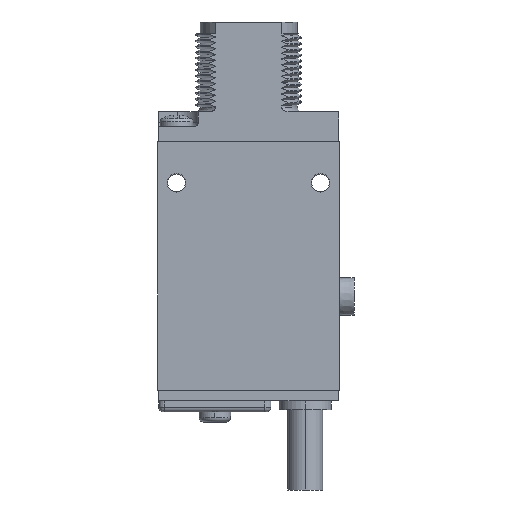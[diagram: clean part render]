
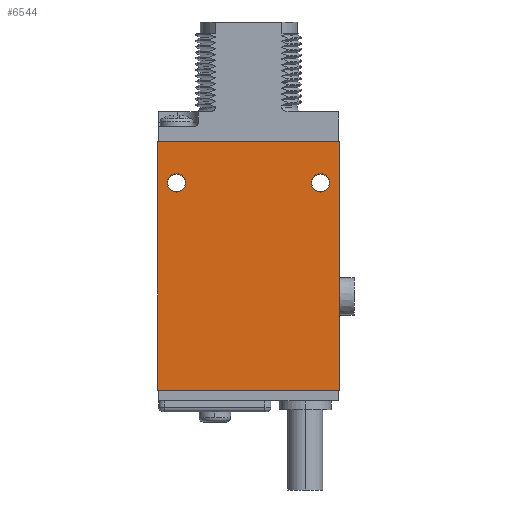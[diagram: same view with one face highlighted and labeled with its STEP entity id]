
A CAD part, left-side view. The second image highlights one B-rep face of the part: STEP entity #6544.
In plain terms, the highlighted planar face has unit normal (-1, 0, 0).
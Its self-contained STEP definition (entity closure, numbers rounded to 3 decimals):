
#1=DIRECTION('',(0.,-1.,0.));
#2=VECTOR('',#1,0.076);
#3=CARTESIAN_POINT('',(-6.02,-15.291,0.));
#4=LINE('',#3,#2);
#5=DIRECTION('',(0.,0.,-1.));
#6=VECTOR('',#5,42.164);
#7=CARTESIAN_POINT('',(-6.02,-15.367,0.));
#8=LINE('',#7,#6);
#9=DIRECTION('',(0.,1.,0.));
#10=VECTOR('',#9,30.785);
#11=CARTESIAN_POINT('',(-6.02,-15.367,-42.164));
#12=LINE('',#11,#10);
#13=DIRECTION('',(0.,0.,1.));
#14=VECTOR('',#13,42.164);
#15=CARTESIAN_POINT('',(-6.02,15.418,-42.164));
#16=LINE('',#15,#14);
#17=DIRECTION('',(0.,-1.,0.));
#18=VECTOR('',#17,0.127);
#19=CARTESIAN_POINT('',(-6.02,15.418,0.));
#20=LINE('',#19,#18);
#21=DIRECTION('',(0.,1.,0.));
#22=VECTOR('',#21,30.582);
#23=CARTESIAN_POINT('',(-6.02,-15.291,0.));
#24=LINE('',#23,#22);
#25=CARTESIAN_POINT('',(-6.02,12.243,-6.985));
#26=DIRECTION('',(1.,0.,0.));
#27=DIRECTION('',(0.,0.,-1.));
#28=AXIS2_PLACEMENT_3D('',#25,#26,#27);
#30=CARTESIAN_POINT('',(-6.02,12.243,-6.985));
#31=DIRECTION('',(1.,0.,0.));
#32=DIRECTION('',(0.,0.,1.));
#33=AXIS2_PLACEMENT_3D('',#30,#31,#32);
#35=CARTESIAN_POINT('',(-6.02,-12.192,-6.985));
#36=DIRECTION('',(1.,0.,0.));
#37=DIRECTION('',(0.,0.,-1.));
#38=AXIS2_PLACEMENT_3D('',#35,#36,#37);
#40=CARTESIAN_POINT('',(-6.02,-12.192,-6.985));
#41=DIRECTION('',(1.,0.,0.));
#42=DIRECTION('',(0.,0.,1.));
#43=AXIS2_PLACEMENT_3D('',#40,#41,#42);
#5773=CARTESIAN_POINT('',(-6.02,-15.367,0.));
#5774=CARTESIAN_POINT('',(-6.02,-15.367,-42.164));
#5775=VERTEX_POINT('',#5773);
#5776=VERTEX_POINT('',#5774);
#5777=CARTESIAN_POINT('',(-6.02,15.418,-42.164));
#5778=VERTEX_POINT('',#5777);
#5779=CARTESIAN_POINT('',(-6.02,15.418,0.));
#5780=VERTEX_POINT('',#5779);
#5789=CARTESIAN_POINT('',(-6.02,12.243,-8.535));
#5790=CARTESIAN_POINT('',(-6.02,12.243,-5.435));
#5791=VERTEX_POINT('',#5789);
#5792=VERTEX_POINT('',#5790);
#5793=CARTESIAN_POINT('',(-6.02,-12.192,-8.535));
#5794=CARTESIAN_POINT('',(-6.02,-12.192,-5.435));
#5795=VERTEX_POINT('',#5793);
#5796=VERTEX_POINT('',#5794);
#6201=CARTESIAN_POINT('',(-6.02,-15.291,0.));
#6202=CARTESIAN_POINT('',(-6.02,15.291,0.));
#6203=VERTEX_POINT('',#6201);
#6204=VERTEX_POINT('',#6202);
#6513=CARTESIAN_POINT('',(-6.02,-15.367,0.));
#6514=DIRECTION('',(1.,0.,0.));
#6515=DIRECTION('',(0.,0.,-1.));
#6516=AXIS2_PLACEMENT_3D('',#6513,#6514,#6515);
#6517=PLANE('',#6516);
#6519=ORIENTED_EDGE('',*,*,#6518,.T.);
#6521=ORIENTED_EDGE('',*,*,#6520,.T.);
#6523=ORIENTED_EDGE('',*,*,#6522,.T.);
#6525=ORIENTED_EDGE('',*,*,#6524,.T.);
#6527=ORIENTED_EDGE('',*,*,#6526,.T.);
#6529=ORIENTED_EDGE('',*,*,#6528,.F.);
#6530=EDGE_LOOP('',(#6519,#6521,#6523,#6525,#6527,#6529));
#6531=FACE_OUTER_BOUND('',#6530,.F.);
#6533=ORIENTED_EDGE('',*,*,#6532,.F.);
#6535=ORIENTED_EDGE('',*,*,#6534,.F.);
#6536=EDGE_LOOP('',(#6533,#6535));
#6537=FACE_BOUND('',#6536,.F.);
#6539=ORIENTED_EDGE('',*,*,#6538,.F.);
#6541=ORIENTED_EDGE('',*,*,#6540,.F.);
#6542=EDGE_LOOP('',(#6539,#6541));
#6543=FACE_BOUND('',#6542,.F.);
#6544=ADVANCED_FACE('',(#6531,#6537,#6543),#6517,.F.);
#29=CIRCLE('',#28,1.55);
#34=CIRCLE('',#33,1.55);
#39=CIRCLE('',#38,1.55);
#44=CIRCLE('',#43,1.55);
#6518=EDGE_CURVE('',#6203,#5775,#4,.T.);
#6520=EDGE_CURVE('',#5775,#5776,#8,.T.);
#6522=EDGE_CURVE('',#5776,#5778,#12,.T.);
#6524=EDGE_CURVE('',#5778,#5780,#16,.T.);
#6526=EDGE_CURVE('',#5780,#6204,#20,.T.);
#6528=EDGE_CURVE('',#6203,#6204,#24,.T.);
#6532=EDGE_CURVE('',#5791,#5792,#29,.T.);
#6534=EDGE_CURVE('',#5792,#5791,#34,.T.);
#6538=EDGE_CURVE('',#5795,#5796,#39,.T.);
#6540=EDGE_CURVE('',#5796,#5795,#44,.T.);
